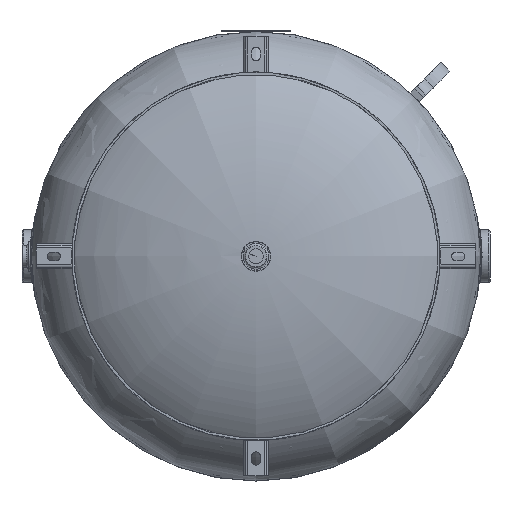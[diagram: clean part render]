
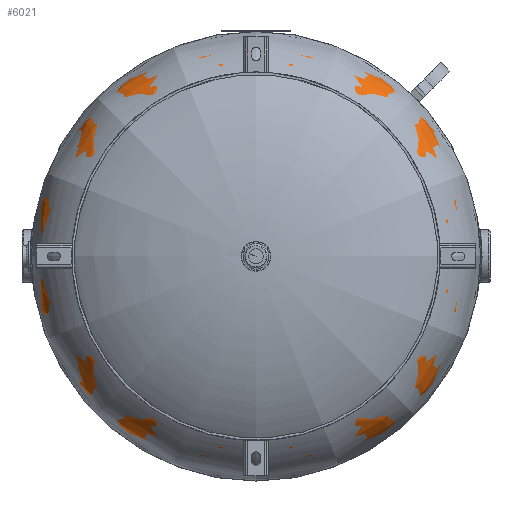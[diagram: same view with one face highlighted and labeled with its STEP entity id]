
A CAD part, front view. The second image highlights one B-rep face of the part: STEP entity #6021.
In plain terms, the highlighted free-form (B-spline) face has degree [2, 2] with [3, 9] control points.
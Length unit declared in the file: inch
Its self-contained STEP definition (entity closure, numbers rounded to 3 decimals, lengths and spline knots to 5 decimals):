
#68=ELLIPSE('',#6498,17.819,8.819);
#70=(
BOUNDED_SURFACE()
B_SPLINE_SURFACE(2,2,((#9743,#9744,#9745,#9746,#9747,#9748,#9749,#9750,
#9751),(#9752,#9753,#9754,#9755,#9756,#9757,#9758,#9759,#9760),(#9761,#9762,
#9763,#9764,#9765,#9766,#9767,#9768,#9769)),.UNSPECIFIED.,.F.,.T.,.F.)
B_SPLINE_SURFACE_WITH_KNOTS((3,3),(3,2,2,2,3),(0.,1.5708),(0.,
1.5708,3.14159,4.71239,6.28319),
 .UNSPECIFIED.)
GEOMETRIC_REPRESENTATION_ITEM()
RATIONAL_B_SPLINE_SURFACE(((1.,0.707,1.,0.707,1.,
0.707,1.,0.707,1.),(0.707,0.5,
0.707,0.5,0.707,0.5,
0.707,0.5,0.707),(1.,0.707,
1.,0.707,1.,0.707,1.,0.707,1.)))
REPRESENTATION_ITEM('')
SURFACE()
);
#526=CIRCLE('',#6499,17.819);
#1911=FACE_OUTER_BOUND('',#2282,.T.);
#2282=EDGE_LOOP('',(#4329,#4330,#4331));
#2848=VERTEX_POINT('',#9770);
#2849=VERTEX_POINT('',#9771);
#3445=EDGE_CURVE('',#2848,#2849,#68,.T.);
#3446=EDGE_CURVE('',#2849,#2849,#526,.T.);
#4329=ORIENTED_EDGE('',*,*,#3445,.T.);
#4330=ORIENTED_EDGE('',*,*,#3446,.F.);
#4331=ORIENTED_EDGE('',*,*,#3445,.F.);
#6021=ADVANCED_FACE('',(#1911),#70,.T.);
#6498=AXIS2_PLACEMENT_3D('',#9772,#7068,#7069);
#6499=AXIS2_PLACEMENT_3D('',#9773,#7070,#7071);
#7068=DIRECTION('center_axis',(0.,0.,1.));
#7069=DIRECTION('ref_axis',(-1.,0.,0.));
#7070=DIRECTION('center_axis',(0.,1.,0.));
#7071=DIRECTION('ref_axis',(-1.,0.,0.));
#9743=CARTESIAN_POINT('Ctrl Pts',(-17.819,2.4375,0.));
#9744=CARTESIAN_POINT('Ctrl Pts',(-17.819,2.4375,17.819));
#9745=CARTESIAN_POINT('Ctrl Pts',(0.,2.4375,17.819));
#9746=CARTESIAN_POINT('Ctrl Pts',(17.819,2.4375,17.819));
#9747=CARTESIAN_POINT('Ctrl Pts',(17.819,2.4375,0.));
#9748=CARTESIAN_POINT('Ctrl Pts',(17.819,2.4375,-17.819));
#9749=CARTESIAN_POINT('Ctrl Pts',(0.,2.4375,-17.819));
#9750=CARTESIAN_POINT('Ctrl Pts',(-17.819,2.4375,-17.819));
#9751=CARTESIAN_POINT('Ctrl Pts',(-17.819,2.4375,0.));
#9752=CARTESIAN_POINT('Ctrl Pts',(-17.819,11.2565,0.));
#9753=CARTESIAN_POINT('Ctrl Pts',(-17.819,11.2565,17.819));
#9754=CARTESIAN_POINT('Ctrl Pts',(0.,11.2565,17.819));
#9755=CARTESIAN_POINT('Ctrl Pts',(17.819,11.2565,17.819));
#9756=CARTESIAN_POINT('Ctrl Pts',(17.819,11.2565,0.));
#9757=CARTESIAN_POINT('Ctrl Pts',(17.819,11.2565,-17.819));
#9758=CARTESIAN_POINT('Ctrl Pts',(0.,11.2565,-17.819));
#9759=CARTESIAN_POINT('Ctrl Pts',(-17.819,11.2565,-17.819));
#9760=CARTESIAN_POINT('Ctrl Pts',(-17.819,11.2565,0.));
#9761=CARTESIAN_POINT('Ctrl Pts',(0.,11.2565,0.));
#9762=CARTESIAN_POINT('Ctrl Pts',(0.,11.2565,0.));
#9763=CARTESIAN_POINT('Ctrl Pts',(0.,11.2565,0.));
#9764=CARTESIAN_POINT('Ctrl Pts',(0.,11.2565,0.));
#9765=CARTESIAN_POINT('Ctrl Pts',(0.,11.2565,0.));
#9766=CARTESIAN_POINT('Ctrl Pts',(0.,11.2565,0.));
#9767=CARTESIAN_POINT('Ctrl Pts',(0.,11.2565,0.));
#9768=CARTESIAN_POINT('Ctrl Pts',(0.,11.2565,0.));
#9769=CARTESIAN_POINT('Ctrl Pts',(0.,11.2565,0.));
#9770=CARTESIAN_POINT('',(0.,11.2565,0.));
#9771=CARTESIAN_POINT('',(-17.819,2.4375,0.));
#9772=CARTESIAN_POINT('Origin',(0.,2.4375,0.));
#9773=CARTESIAN_POINT('Origin',(0.,2.4375,0.));
